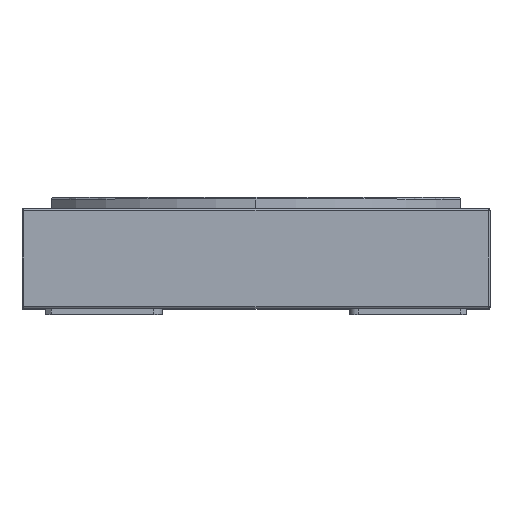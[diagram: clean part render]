
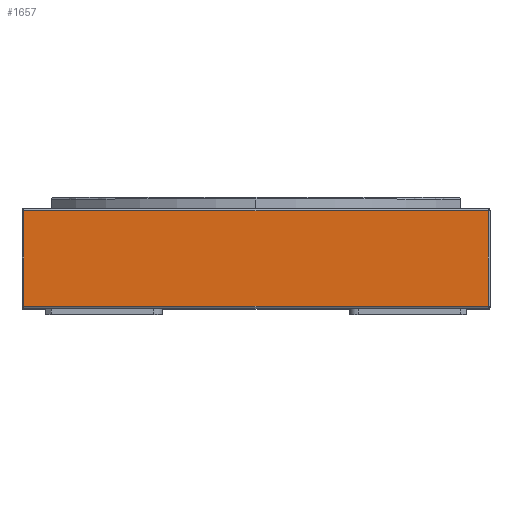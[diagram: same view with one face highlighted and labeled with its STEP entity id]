
A CAD part, top view. The second image highlights one B-rep face of the part: STEP entity #1657.
In plain terms, the highlighted planar face has unit normal (0, 0, 1).
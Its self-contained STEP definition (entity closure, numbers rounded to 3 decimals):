
#391 = CARTESIAN_POINT ( 'NONE',  ( 1.985, 0.065, 2.5 ) ) ;
#484 = CARTESIAN_POINT ( 'NONE',  ( -1.985, 0.065, 2.5 ) ) ;
#539 = ORIENTED_EDGE ( 'NONE', *, *, #1307, .T. ) ;
#583 = LINE ( 'NONE', #1717, #4708 ) ;
#587 = VECTOR ( 'NONE', #790, 1000. ) ;
#645 = PLANE ( 'NONE',  #949 ) ;
#657 = CARTESIAN_POINT ( 'NONE',  ( -2., 0.065, 2.5 ) ) ;
#790 = DIRECTION ( 'NONE',  ( -1., 0., 0. ) ) ;
#949 = AXIS2_PLACEMENT_3D ( 'NONE', #4349, #4385, #3547 ) ;
#1079 = ORIENTED_EDGE ( 'NONE', *, *, #2116, .T. ) ;
#1224 = VERTEX_POINT ( 'NONE', #3166 ) ;
#1296 = VERTEX_POINT ( 'NONE', #391 ) ;
#1307 = EDGE_CURVE ( 'NONE', #1224, #4387, #1786, .T. ) ;
#1331 = EDGE_CURVE ( 'NONE', #1296, #1224, #3728, .T. ) ;
#1468 = DIRECTION ( 'NONE',  ( 1., 0., 0. ) ) ;
#1657 = ADVANCED_FACE ( 'NONE', ( #5217 ), #645, .F. ) ;
#1717 = CARTESIAN_POINT ( 'NONE',  ( -1.985, 0.9, 2.5 ) ) ;
#1786 = LINE ( 'NONE', #4060, #587 ) ;
#1881 = EDGE_CURVE ( 'NONE', #4387, #2948, #583, .T. ) ;
#2116 = EDGE_CURVE ( 'NONE', #2948, #1296, #3841, .T. ) ;
#2405 = DIRECTION ( 'NONE',  ( 0., 1., 0. ) ) ;
#2540 = EDGE_LOOP ( 'NONE', ( #1079, #4860, #539, #4458 ) ) ;
#2688 = CARTESIAN_POINT ( 'NONE',  ( -1.985, 0.885, 2.5 ) ) ;
#2948 = VERTEX_POINT ( 'NONE', #484 ) ;
#3166 = CARTESIAN_POINT ( 'NONE',  ( 1.985, 0.885, 2.5 ) ) ;
#3547 = DIRECTION ( 'NONE',  ( -1., 0., 0. ) ) ;
#3728 = LINE ( 'NONE', #4878, #5285 ) ;
#3841 = LINE ( 'NONE', #657, #5343 ) ;
#4060 = CARTESIAN_POINT ( 'NONE',  ( -2., 0.885, 2.5 ) ) ;
#4349 = CARTESIAN_POINT ( 'NONE',  ( -2., 0.9, 2.5 ) ) ;
#4385 = DIRECTION ( 'NONE',  ( 0., 0., -1. ) ) ;
#4387 = VERTEX_POINT ( 'NONE', #2688 ) ;
#4458 = ORIENTED_EDGE ( 'NONE', *, *, #1881, .T. ) ;
#4617 = DIRECTION ( 'NONE',  ( 0., -1., 0. ) ) ;
#4708 = VECTOR ( 'NONE', #4617, 1000. ) ;
#4860 = ORIENTED_EDGE ( 'NONE', *, *, #1331, .T. ) ;
#4878 = CARTESIAN_POINT ( 'NONE',  ( 1.985, 0.9, 2.5 ) ) ;
#5217 = FACE_OUTER_BOUND ( 'NONE', #2540, .T. ) ;
#5285 = VECTOR ( 'NONE', #2405, 1000. ) ;
#5343 = VECTOR ( 'NONE', #1468, 1000. ) ;
